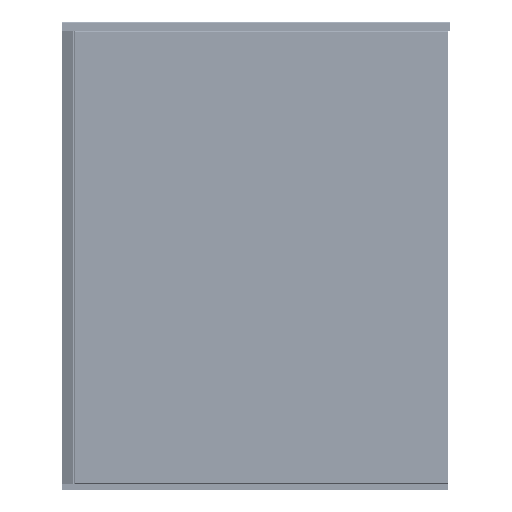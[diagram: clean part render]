
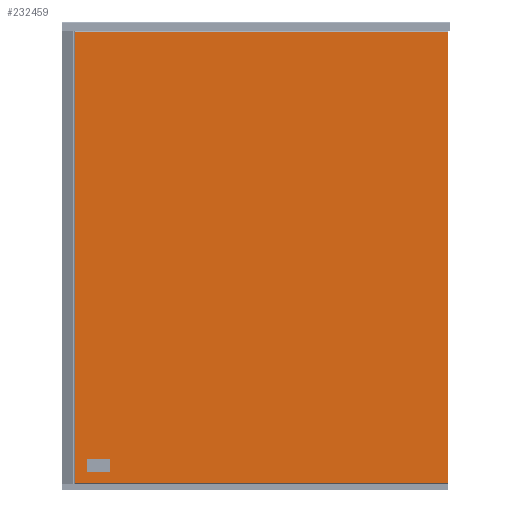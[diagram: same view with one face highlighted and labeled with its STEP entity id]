
A CAD part, left-side view. The second image highlights one B-rep face of the part: STEP entity #232459.
In plain terms, the highlighted free-form (B-spline) face has degree [1, 1] with [2, 2] control points.
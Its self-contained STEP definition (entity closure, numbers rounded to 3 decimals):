
#232166=CARTESIAN_POINT('',(373.88,772.419,590.5));
#232167=VERTEX_POINT('',#232166);
#232168=CARTESIAN_POINT('',(373.88,1251.965,590.5));
#232169=VERTEX_POINT('',#232168);
#232170=CARTESIAN_POINT('',(373.88,772.419,590.5));
#232171=DIRECTION('',(0.0,1.0,0.0));
#232172=VECTOR('',#232171,479.545);
#232173=LINE('',#232170,#232172);
#232174=EDGE_CURVE('',#232167,#232169,#232173,.T.);
#232214=CARTESIAN_POINT('',(373.88,1252.212,590.277));
#232215=VERTEX_POINT('',#232214);
#232216=CARTESIAN_POINT('',(373.88,1251.965,590.5));
#232217=DIRECTION('',(0.0,0.743,-0.669));
#232218=VECTOR('',#232217,0.333);
#232219=LINE('',#232216,#232218);
#232220=EDGE_CURVE('',#232169,#232215,#232219,.T.);
#232253=CARTESIAN_POINT('',(373.88,1252.212,8.723));
#232254=VERTEX_POINT('',#232253);
#232255=CARTESIAN_POINT('',(373.88,1252.212,590.277));
#232256=DIRECTION('',(0.0,0.0,-1.0));
#232257=VECTOR('',#232256,581.555);
#232258=LINE('',#232255,#232257);
#232259=EDGE_CURVE('',#232215,#232254,#232258,.T.);
#232285=CARTESIAN_POINT('',(373.88,1251.965,8.5));
#232286=VERTEX_POINT('',#232285);
#232293=CARTESIAN_POINT('',(373.88,1252.212,8.723));
#232294=DIRECTION('',(0.0,-0.743,-0.669));
#232295=VECTOR('',#232294,0.333);
#232296=LINE('',#232293,#232295);
#232297=EDGE_CURVE('',#232254,#232286,#232296,.T.);
#232315=CARTESIAN_POINT('',(373.88,772.419,8.5));
#232316=VERTEX_POINT('',#232315);
#232323=CARTESIAN_POINT('',(373.88,1251.965,8.5));
#232324=DIRECTION('',(0.0,-1.0,0.0));
#232325=VECTOR('',#232324,479.545);
#232326=LINE('',#232323,#232325);
#232327=EDGE_CURVE('',#232286,#232316,#232326,.T.);
#232340=CARTESIAN_POINT('',(373.88,772.212,8.707));
#232341=VERTEX_POINT('',#232340);
#232348=CARTESIAN_POINT('',(373.88,772.419,8.5));
#232349=DIRECTION('',(0.0,-0.707,0.707));
#232350=VECTOR('',#232349,0.293);
#232351=LINE('',#232348,#232350);
#232352=EDGE_CURVE('',#232316,#232341,#232351,.T.);
#232364=CARTESIAN_POINT('',(373.88,772.212,590.293));
#232365=VERTEX_POINT('',#232364);
#232372=CARTESIAN_POINT('',(373.88,772.212,8.707));
#232373=DIRECTION('',(0.0,0.0,1.0));
#232374=VECTOR('',#232373,581.586);
#232375=LINE('',#232372,#232374);
#232376=EDGE_CURVE('',#232341,#232365,#232375,.T.);
#232394=CARTESIAN_POINT('',(373.88,772.212,590.293));
#232395=DIRECTION('',(0.0,0.707,0.707));
#232396=VECTOR('',#232395,0.293);
#232397=LINE('',#232394,#232396);
#232398=EDGE_CURVE('',#232365,#232167,#232397,.T.);
#232444=CARTESIAN_POINT('',(373.88,1252.212,8.5));
#232445=CARTESIAN_POINT('',(373.88,772.212,8.5));
#232446=CARTESIAN_POINT('',(373.88,1252.212,590.5));
#232447=CARTESIAN_POINT('',(373.88,772.212,590.5));
#232448=B_SPLINE_SURFACE_WITH_KNOTS('',1,1,((#232444,#232446),(#232445,#232447)),.UNSPECIFIED.,.F.,.F.,.U.,(2,2),(2,2),(0.0,480.),(0.0,582.),.UNSPECIFIED.);
#232449=ORIENTED_EDGE('',*,*,#232174,.T.);
#232450=ORIENTED_EDGE('',*,*,#232220,.T.);
#232451=ORIENTED_EDGE('',*,*,#232259,.T.);
#232452=ORIENTED_EDGE('',*,*,#232297,.T.);
#232453=ORIENTED_EDGE('',*,*,#232327,.T.);
#232454=ORIENTED_EDGE('',*,*,#232352,.T.);
#232455=ORIENTED_EDGE('',*,*,#232376,.T.);
#232456=ORIENTED_EDGE('',*,*,#232398,.T.);
#232457=EDGE_LOOP('',(#232449,#232450,#232451,#232452,#232453,#232454,#232455,#232456));
#232458=FACE_OUTER_BOUND('',#232457,.T.);
#232459=ADVANCED_FACE('',(#232458),#232448,.T.);
